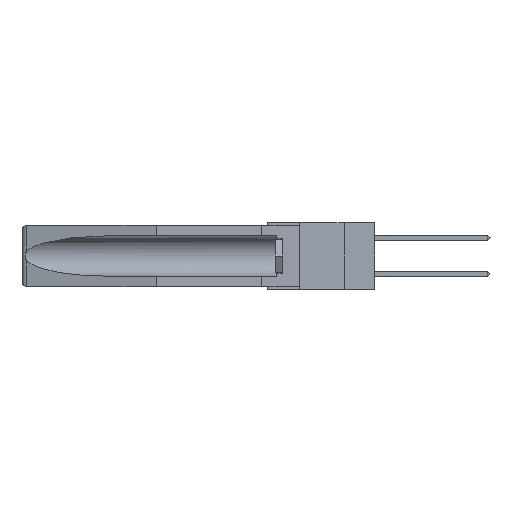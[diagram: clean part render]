
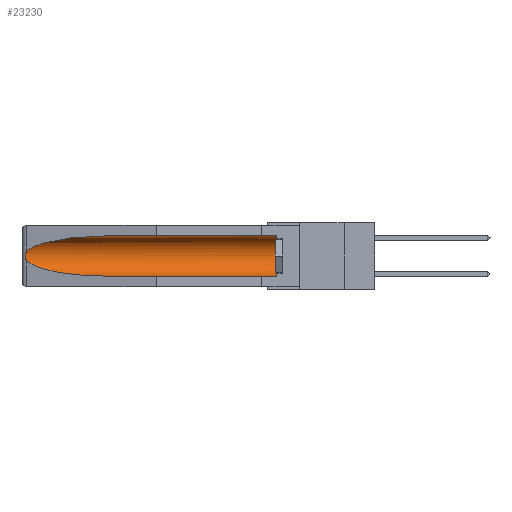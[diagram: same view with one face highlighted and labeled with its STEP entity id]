
A CAD part, left-side view. The second image highlights one B-rep face of the part: STEP entity #23230.
In plain terms, the highlighted cylindrical face has radius 2.857 mm (diameter 5.715 mm), a partial arc.
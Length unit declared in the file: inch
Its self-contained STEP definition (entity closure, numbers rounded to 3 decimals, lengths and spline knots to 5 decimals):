
#923 = AXIS2_PLACEMENT_3D ( 'NONE', #18642, #16387, #31384 ) ;
#2183 = EDGE_CURVE ( 'NONE', #4824, #3669, #9221, .T. ) ;
#2435 = CARTESIAN_POINT ( 'NONE',  ( 0.26655, 1.53094, -0.18657 ) ) ;
#3383 = VERTEX_POINT ( 'NONE', #3598 ) ;
#3598 = CARTESIAN_POINT ( 'NONE',  ( 0.26537, 1.52718, -0.14972 ) ) ;
#3669 = VERTEX_POINT ( 'NONE', #21788 ) ;
#3687 = CARTESIAN_POINT ( 'NONE',  ( 0.155, -0.30754, -0.1715 ) ) ;
#4155 = ORIENTED_EDGE ( 'NONE', *, *, #5531, .F. ) ;
#4262 = CARTESIAN_POINT ( 'NONE',  ( 0.155, 1.07973, -0.284 ) ) ;
#4824 = VERTEX_POINT ( 'NONE', #16471 ) ;
#4884 = CARTESIAN_POINT ( 'NONE',  ( 0.2673, 1.5327, -0.16383 ) ) ;
#4940 = DIRECTION ( 'NONE',  ( 0., 1., 0. ) ) ;
#5253 = VECTOR ( 'NONE', #4940, 39.37008 ) ;
#5386 = ORIENTED_EDGE ( 'NONE', *, *, #25852, .T. ) ;
#5531 = EDGE_CURVE ( 'NONE', #29613, #26825, #9485, .T. ) ;
#5669 = FACE_OUTER_BOUND ( 'NONE', #25363, .T. ) ;
#5823 = AXIS2_PLACEMENT_3D ( 'NONE', #3687, #15861, #18430 ) ;
#9221 = LINE ( 'NONE', #25240, #20433 ) ;
#9279 = ORIENTED_EDGE ( 'NONE', *, *, #22980, .T. ) ;
#9420 = CARTESIAN_POINT ( 'NONE',  ( 0.26537, 1.52718, -0.19328 ) ) ;
#9434 = ORIENTED_EDGE ( 'NONE', *, *, #2183, .T. ) ;
#9485 = LINE ( 'NONE', #29454, #5253 ) ;
#9639 = CARTESIAN_POINT ( 'NONE',  ( 0.26654, 1.53092, -0.15636 ) ) ;
#9752 = CARTESIAN_POINT ( 'NONE',  ( 0.26537, 1.52718, -0.14972 ) ) ;
#11914 = CARTESIAN_POINT ( 'NONE',  ( 0.26597, 1.5296, -0.19026 ) ) ;
#12621 = CYLINDRICAL_SURFACE ( 'NONE', #5823, 0.1125 ) ;
#12784 = CIRCLE ( 'NONE', #923, 0.1125 ) ;
#13844 = CARTESIAN_POINT ( 'NONE',  ( 0.21114, 1.30732, -0.284 ) ) ;
#14004 = EDGE_CURVE ( 'NONE', #16166, #26825, #26986, .T. ) ;
#14234 = CARTESIAN_POINT ( 'NONE',  ( 0.25451, 1.48313, -0.09465 ) ) ;
#15599 = CARTESIAN_POINT ( 'NONE',  ( 0.26537, 1.52718, -0.19328 ) ) ;
#15861 = DIRECTION ( 'NONE',  ( 0., 1., 0. ) ) ;
#16166 = VERTEX_POINT ( 'NONE', #15599 ) ;
#16387 = DIRECTION ( 'NONE',  ( 0., -1., 0. ) ) ;
#16471 = CARTESIAN_POINT ( 'NONE',  ( 0.155, 0.126, -0.059 ) ) ;
#16505 = B_SPLINE_CURVE_WITH_KNOTS ( 'NONE', 3,
 ( #9752, #24263, #9639, #4884, #29492, #16764, #29390, #2435, #11914, #9420 ),
 .UNSPECIFIED., .F., .F.,
 ( 4, 2, 2, 2, 4 ),
 ( 0., 0.00029, 0.00058, 0.00087, 0.00117 ),
 .UNSPECIFIED. ) ;
#16764 = CARTESIAN_POINT ( 'NONE',  ( 0.2675, 1.53308, -0.17534 ) ) ;
#18430 = DIRECTION ( 'NONE',  ( 0., 0., 1. ) ) ;
#18642 = CARTESIAN_POINT ( 'NONE',  ( 0.155, 0.126, -0.1715 ) ) ;
#18714 = ORIENTED_EDGE ( 'NONE', *, *, #26162, .T. ) ;
#19517 = CARTESIAN_POINT ( 'NONE',  ( 0.21114, 1.30732, -0.059 ) ) ;
#20433 = VECTOR ( 'NONE', #30247, 39.37008 ) ;
#21788 = CARTESIAN_POINT ( 'NONE',  ( 0.155, 1.07973, -0.059 ) ) ;
#21958 = CARTESIAN_POINT ( 'NONE',  ( 0.155, 1.07973, -0.059 ) ) ;
#22980 = EDGE_CURVE ( 'NONE', #3383, #16166, #16505, .T. ) ;
#23005 = CARTESIAN_POINT ( 'NONE',  ( 0.26537, 1.52718, -0.19328 ) ) ;
#23230 = ADVANCED_FACE ( 'NONE', ( #5669 ), #12621, .F. ) ;
#23419 = ORIENTED_EDGE ( 'NONE', *, *, #14004, .T. ) ;
#24263 = CARTESIAN_POINT ( 'NONE',  ( 0.26597, 1.52961, -0.15275 ) ) ;
#25240 = CARTESIAN_POINT ( 'NONE',  ( 0.155, -0.30754, -0.059 ) ) ;
#25363 = EDGE_LOOP ( 'NONE', ( #5386, #9279, #23419, #4155, #18714, #9434 ) ) ;
#25852 = EDGE_CURVE ( 'NONE', #3669, #3383, #30389, .T. ) ;
#26162 = EDGE_CURVE ( 'NONE', #29613, #4824, #12784, .T. ) ;
#26825 = VERTEX_POINT ( 'NONE', #28492 ) ;
#26986 =( BOUNDED_CURVE ( )  B_SPLINE_CURVE ( 3, ( #23005, #30713, #13844, #4262 ),
 .UNSPECIFIED., .F., .T. ) 
 B_SPLINE_CURVE_WITH_KNOTS ( ( 4, 4 ),
 ( 0.1948, 1.5708 ),
 .UNSPECIFIED. ) 
 CURVE ( )  GEOMETRIC_REPRESENTATION_ITEM ( )  RATIONAL_B_SPLINE_CURVE ( ( 1., 0.848, 0.848, 1. ) ) 
 REPRESENTATION_ITEM ( '' )  );
#28492 = CARTESIAN_POINT ( 'NONE',  ( 0.155, 1.07973, -0.284 ) ) ;
#28695 = CARTESIAN_POINT ( 'NONE',  ( 0.155, 0.126, -0.284 ) ) ;
#29390 = CARTESIAN_POINT ( 'NONE',  ( 0.2673, 1.53269, -0.17917 ) ) ;
#29454 = CARTESIAN_POINT ( 'NONE',  ( 0.155, -0.30754, -0.284 ) ) ;
#29492 = CARTESIAN_POINT ( 'NONE',  ( 0.2675, 1.53308, -0.16763 ) ) ;
#29613 = VERTEX_POINT ( 'NONE', #28695 ) ;
#30247 = DIRECTION ( 'NONE',  ( 0., 1., 0. ) ) ;
#30349 = CARTESIAN_POINT ( 'NONE',  ( 0.26537, 1.52718, -0.14972 ) ) ;
#30389 =( BOUNDED_CURVE ( )  B_SPLINE_CURVE ( 3, ( #21958, #19517, #14234, #30349 ),
 .UNSPECIFIED., .F., .F. ) 
 B_SPLINE_CURVE_WITH_KNOTS ( ( 4, 4 ),
 ( 4.71239, 6.08839 ),
 .UNSPECIFIED. ) 
 CURVE ( )  GEOMETRIC_REPRESENTATION_ITEM ( )  RATIONAL_B_SPLINE_CURVE ( ( 1., 0.848, 0.848, 1. ) ) 
 REPRESENTATION_ITEM ( '' )  );
#30713 = CARTESIAN_POINT ( 'NONE',  ( 0.25451, 1.48313, -0.24835 ) ) ;
#31384 = DIRECTION ( 'NONE',  ( 0., 0., 1. ) ) ;
